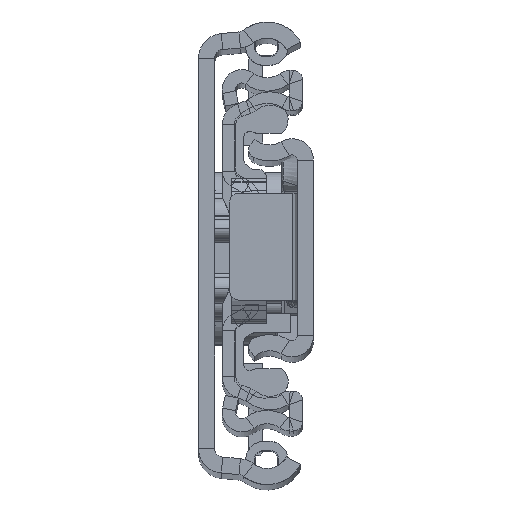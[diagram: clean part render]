
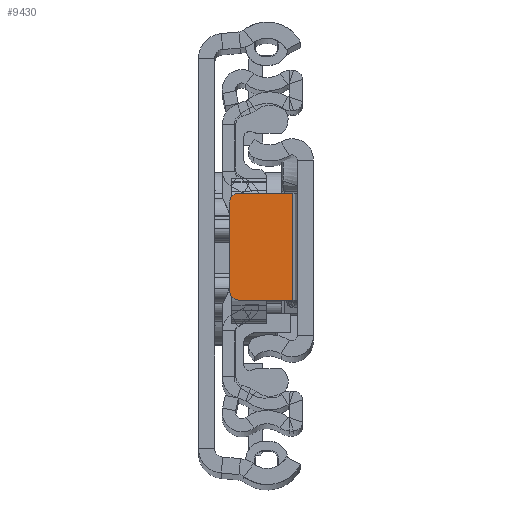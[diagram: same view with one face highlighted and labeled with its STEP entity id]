
A CAD part, top view. The second image highlights one B-rep face of the part: STEP entity #9430.
In plain terms, the highlighted planar face has unit normal (0, 0, 1).
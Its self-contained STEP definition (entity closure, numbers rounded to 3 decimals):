
#488 = VERTEX_POINT ( 'NONE', #11386 ) ;
#1412 = DIRECTION ( 'NONE',  ( -1., 0., 0. ) ) ;
#1623 = ORIENTED_EDGE ( 'NONE', *, *, #2921, .F. ) ;
#2491 = DIRECTION ( 'NONE',  ( 0., 1., 0. ) ) ;
#2921 = EDGE_CURVE ( 'NONE', #8478, #488, #12039, .T. ) ;
#3125 = VECTOR ( 'NONE', #1412, 1000. ) ;
#3214 = DIRECTION ( 'NONE',  ( 1., 0., 0. ) ) ;
#3291 = CARTESIAN_POINT ( 'NONE',  ( -9.4, -4.849, -6.8 ) ) ;
#4959 = ORIENTED_EDGE ( 'NONE', *, *, #21264, .F. ) ;
#5349 = PLANE ( 'NONE',  #26871 ) ;
#5354 = VERTEX_POINT ( 'NONE', #21993 ) ;
#6461 = ORIENTED_EDGE ( 'NONE', *, *, #17233, .F. ) ;
#7669 = DIRECTION ( 'NONE',  ( 0., 0., 1. ) ) ;
#8006 = CARTESIAN_POINT ( 'NONE',  ( -8.4, 5.151, -6.8 ) ) ;
#8230 = CIRCLE ( 'NONE', #29920, 1. ) ;
#8478 = VERTEX_POINT ( 'NONE', #23768 ) ;
#8797 = VERTEX_POINT ( 'NONE', #11274 ) ;
#9430 = ADVANCED_FACE ( 'NONE', ( #9985 ), #5349, .T. ) ;
#9712 = DIRECTION ( 'NONE',  ( 0., 0., 1. ) ) ;
#9985 = FACE_OUTER_BOUND ( 'NONE', #21071, .T. ) ;
#10157 = ORIENTED_EDGE ( 'NONE', *, *, #10809, .T. ) ;
#10809 = EDGE_CURVE ( 'NONE', #21284, #20890, #8230, .T. ) ;
#11274 = CARTESIAN_POINT ( 'NONE',  ( -8.4, 6.151, -6.8 ) ) ;
#11386 = CARTESIAN_POINT ( 'NONE',  ( -2.3, -5.849, -6.8 ) ) ;
#12039 = LINE ( 'NONE', #21583, #23571 ) ;
#12817 = VECTOR ( 'NONE', #28891, 1000. ) ;
#13318 = ORIENTED_EDGE ( 'NONE', *, *, #13381, .F. ) ;
#13381 = EDGE_CURVE ( 'NONE', #488, #20890, #29638, .T. ) ;
#14173 = DIRECTION ( 'NONE',  ( 0., 0., 1. ) ) ;
#14396 = LINE ( 'NONE', #19480, #12817 ) ;
#15264 = VECTOR ( 'NONE', #2491, 1000. ) ;
#16928 = CARTESIAN_POINT ( 'NONE',  ( -8.4, -4.849, -6.8 ) ) ;
#17233 = EDGE_CURVE ( 'NONE', #21284, #5354, #23613, .T. ) ;
#19480 = CARTESIAN_POINT ( 'NONE',  ( -1.8, 6.151, -6.8 ) ) ;
#19773 = AXIS2_PLACEMENT_3D ( 'NONE', #8006, #9712, #3214 ) ;
#19875 = ORIENTED_EDGE ( 'NONE', *, *, #22361, .T. ) ;
#20890 = VERTEX_POINT ( 'NONE', #23824 ) ;
#21071 = EDGE_LOOP ( 'NONE', ( #6461, #10157, #13318, #1623, #4959, #19875 ) ) ;
#21264 = EDGE_CURVE ( 'NONE', #8797, #8478, #14396, .T. ) ;
#21284 = VERTEX_POINT ( 'NONE', #3291 ) ;
#21583 = CARTESIAN_POINT ( 'NONE',  ( -2.3, 6.151, -6.8 ) ) ;
#21993 = CARTESIAN_POINT ( 'NONE',  ( -9.4, 5.151, -6.8 ) ) ;
#22361 = EDGE_CURVE ( 'NONE', #8797, #5354, #25660, .T. ) ;
#23571 = VECTOR ( 'NONE', #28398, 1000. ) ;
#23613 = LINE ( 'NONE', #25762, #15264 ) ;
#23768 = CARTESIAN_POINT ( 'NONE',  ( -2.3, 6.151, -6.8 ) ) ;
#23824 = CARTESIAN_POINT ( 'NONE',  ( -8.4, -5.849, -6.8 ) ) ;
#25449 = CARTESIAN_POINT ( 'NONE',  ( -9.4, -5.849, -6.8 ) ) ;
#25660 = CIRCLE ( 'NONE', #19773, 1. ) ;
#25762 = CARTESIAN_POINT ( 'NONE',  ( -9.4, 6.151, -6.8 ) ) ;
#26166 = DIRECTION ( 'NONE',  ( 1., 0., 0. ) ) ;
#26871 = AXIS2_PLACEMENT_3D ( 'NONE', #28787, #7669, #26166 ) ;
#28374 = DIRECTION ( 'NONE',  ( 1., 0., 0. ) ) ;
#28398 = DIRECTION ( 'NONE',  ( 0., -1., 0. ) ) ;
#28787 = CARTESIAN_POINT ( 'NONE',  ( 0., 0., -6.8 ) ) ;
#28891 = DIRECTION ( 'NONE',  ( 1., 0., 0. ) ) ;
#29638 = LINE ( 'NONE', #25449, #3125 ) ;
#29920 = AXIS2_PLACEMENT_3D ( 'NONE', #16928, #14173, #28374 ) ;
